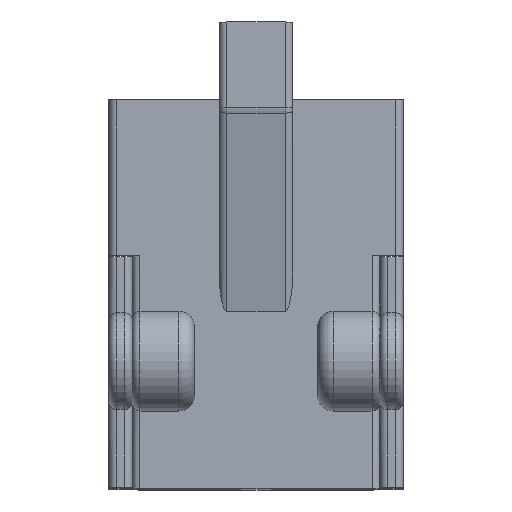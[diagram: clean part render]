
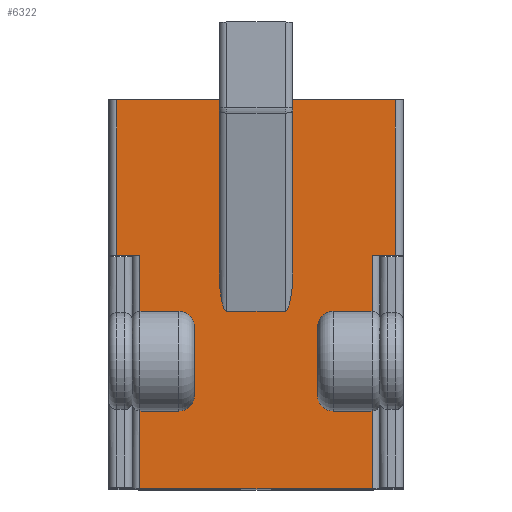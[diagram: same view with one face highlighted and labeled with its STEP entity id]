
A CAD part, top view. The second image highlights one B-rep face of the part: STEP entity #6322.
In plain terms, the highlighted planar face has unit normal (0, 0, 1).
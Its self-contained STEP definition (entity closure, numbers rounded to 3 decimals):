
#191=PLANE('',#6793);
#445=ELLIPSE('',#6623,5.335,1.);
#446=ELLIPSE('',#6629,5.335,1.);
#462=LINE('',#8542,#1154);
#465=LINE('',#8556,#1157);
#470=LINE('',#8578,#1162);
#473=LINE('',#8589,#1165);
#479=LINE('',#8613,#1171);
#482=LINE('',#8626,#1174);
#519=LINE('',#8760,#1211);
#548=LINE('',#8864,#1240);
#549=LINE('',#8866,#1241);
#555=LINE('',#8878,#1247);
#567=LINE('',#8900,#1259);
#728=LINE('',#9252,#1420);
#770=LINE('',#9347,#1462);
#773=LINE('',#9351,#1465);
#775=LINE('',#9354,#1467);
#776=LINE('',#9356,#1468);
#782=LINE('',#9370,#1474);
#785=LINE('',#9375,#1477);
#788=LINE('',#9380,#1480);
#789=LINE('',#9381,#1481);
#1154=VECTOR('',#7000,1000.);
#1157=VECTOR('',#7013,1000.);
#1162=VECTOR('',#7036,1000.);
#1165=VECTOR('',#7047,1000.);
#1171=VECTOR('',#7069,1000.);
#1174=VECTOR('',#7080,1000.);
#1211=VECTOR('',#7203,1000.);
#1240=VECTOR('',#7298,1000.);
#1241=VECTOR('',#7301,1000.);
#1247=VECTOR('',#7311,1000.);
#1259=VECTOR('',#7329,1000.);
#1420=VECTOR('',#7638,1000.);
#1462=VECTOR('',#7740,1000.);
#1465=VECTOR('',#7745,1000.);
#1467=VECTOR('',#7749,1000.);
#1468=VECTOR('',#7752,1000.);
#1474=VECTOR('',#7772,1000.);
#1477=VECTOR('',#7777,1000.);
#1480=VECTOR('',#7782,1000.);
#1481=VECTOR('',#7783,1000.);
#2599=ORIENTED_EDGE('',*,*,#4084,.T.);
#2600=ORIENTED_EDGE('',*,*,#3707,.T.);
#2601=ORIENTED_EDGE('',*,*,#4032,.T.);
#2602=ORIENTED_EDGE('',*,*,#3685,.T.);
#2603=ORIENTED_EDGE('',*,*,#4081,.T.);
#2604=ORIENTED_EDGE('',*,*,#3824,.T.);
#2605=ORIENTED_EDGE('',*,*,#3834,.T.);
#2606=ORIENTED_EDGE('',*,*,#3831,.T.);
#2607=ORIENTED_EDGE('',*,*,#4086,.F.);
#2608=ORIENTED_EDGE('',*,*,#3691,.T.);
#2609=ORIENTED_EDGE('',*,*,#3841,.F.);
#2610=ORIENTED_EDGE('',*,*,#3724,.T.);
#2611=ORIENTED_EDGE('',*,*,#4095,.T.);
#2612=ORIENTED_EDGE('',*,*,#4101,.T.);
#2613=ORIENTED_EDGE('',*,*,#3767,.T.);
#2614=ORIENTED_EDGE('',*,*,#3785,.F.);
#2615=ORIENTED_EDGE('',*,*,#3760,.T.);
#2616=ORIENTED_EDGE('',*,*,#4102,.F.);
#2617=ORIENTED_EDGE('',*,*,#4098,.F.);
#2618=ORIENTED_EDGE('',*,*,#3718,.T.);
#2619=ORIENTED_EDGE('',*,*,#3853,.T.);
#2620=ORIENTED_EDGE('',*,*,#3702,.T.);
#2621=ORIENTED_EDGE('',*,*,#4087,.F.);
#2622=ORIENTED_EDGE('',*,*,#3814,.T.);
#2623=ORIENTED_EDGE('',*,*,#3835,.T.);
#2624=ORIENTED_EDGE('',*,*,#3821,.T.);
#3685=EDGE_CURVE('',#4602,#4599,#462,.T.);
#3691=EDGE_CURVE('',#4604,#4607,#465,.T.);
#3702=EDGE_CURVE('',#4616,#4609,#470,.T.);
#3707=EDGE_CURVE('',#4618,#4619,#473,.T.);
#3718=EDGE_CURVE('',#4631,#4629,#479,.T.);
#3724=EDGE_CURVE('',#4634,#4636,#482,.T.);
#3760=EDGE_CURVE('',#4667,#4668,#445,.T.);
#3767=EDGE_CURVE('',#4673,#4674,#446,.T.);
#3785=EDGE_CURVE('',#4667,#4674,#519,.T.);
#3814=EDGE_CURVE('',#4707,#4708,#5243,.T.);
#3821=EDGE_CURVE('',#4713,#4714,#5248,.T.);
#3824=EDGE_CURVE('',#4715,#4716,#5249,.T.);
#3831=EDGE_CURVE('',#4721,#4722,#5254,.T.);
#3834=EDGE_CURVE('',#4716,#4721,#548,.T.);
#3835=EDGE_CURVE('',#4708,#4713,#549,.T.);
#3841=EDGE_CURVE('',#4634,#4607,#555,.T.);
#3853=EDGE_CURVE('',#4629,#4616,#567,.T.);
#4032=EDGE_CURVE('',#4619,#4602,#728,.T.);
#4081=EDGE_CURVE('',#4599,#4715,#770,.T.);
#4084=EDGE_CURVE('',#4714,#4618,#773,.T.);
#4086=EDGE_CURVE('',#4604,#4722,#775,.T.);
#4087=EDGE_CURVE('',#4707,#4609,#776,.T.);
#4095=EDGE_CURVE('',#4636,#4875,#782,.T.);
#4098=EDGE_CURVE('',#4631,#4876,#785,.T.);
#4101=EDGE_CURVE('',#4875,#4673,#788,.T.);
#4102=EDGE_CURVE('',#4876,#4668,#789,.T.);
#4599=VERTEX_POINT('',#8533);
#4602=VERTEX_POINT('',#8540);
#4604=VERTEX_POINT('',#8546);
#4607=VERTEX_POINT('',#8554);
#4609=VERTEX_POINT('',#8560);
#4616=VERTEX_POINT('',#8576);
#4618=VERTEX_POINT('',#8582);
#4619=VERTEX_POINT('',#8587);
#4629=VERTEX_POINT('',#8611);
#4631=VERTEX_POINT('',#8614);
#4634=VERTEX_POINT('',#8621);
#4636=VERTEX_POINT('',#8625);
#4667=VERTEX_POINT('',#8708);
#4668=VERTEX_POINT('',#8709);
#4673=VERTEX_POINT('',#8727);
#4674=VERTEX_POINT('',#8728);
#4707=VERTEX_POINT('',#8823);
#4708=VERTEX_POINT('',#8824);
#4713=VERTEX_POINT('',#8838);
#4714=VERTEX_POINT('',#8839);
#4715=VERTEX_POINT('',#8844);
#4716=VERTEX_POINT('',#8845);
#4721=VERTEX_POINT('',#8859);
#4722=VERTEX_POINT('',#8860);
#4875=VERTEX_POINT('',#9371);
#4876=VERTEX_POINT('',#9376);
#5243=CIRCLE('',#6654,2.);
#5248=CIRCLE('',#6661,2.);
#5249=CIRCLE('',#6663,2.);
#5254=CIRCLE('',#6670,2.);
#5454=EDGE_LOOP('',(#2599,#2600,#2601,#2602,#2603,#2604,#2605,#2606,#2607,
#2608,#2609,#2610,#2611,#2612,#2613,#2614,#2615,#2616,#2617,#2618,#2619,
#2620,#2621,#2622,#2623,#2624));
#5864=FACE_BOUND('',#5454,.T.);
#6322=ADVANCED_FACE('',(#5864),#191,.F.);
#6623=AXIS2_PLACEMENT_3D('',#8707,#7153,#7154);
#6629=AXIS2_PLACEMENT_3D('',#8726,#7167,#7168);
#6654=AXIS2_PLACEMENT_3D('',#8822,#7254,#7255);
#6661=AXIS2_PLACEMENT_3D('',#8837,#7270,#7271);
#6663=AXIS2_PLACEMENT_3D('',#8843,#7276,#7277);
#6670=AXIS2_PLACEMENT_3D('',#8858,#7292,#7293);
#6793=AXIS2_PLACEMENT_3D('',#9379,#7780,#7781);
#7000=DIRECTION('',(0.,1.,0.));
#7013=DIRECTION('',(0.,1.,0.));
#7036=DIRECTION('',(0.,-1.,0.));
#7047=DIRECTION('',(0.,-1.,0.));
#7069=DIRECTION('',(0.,-1.,0.));
#7080=DIRECTION('',(0.,1.,0.));
#7153=DIRECTION('',(0.,0.,-1.));
#7154=DIRECTION('',(0.,-1.,0.));
#7167=DIRECTION('',(0.,0.,-1.));
#7168=DIRECTION('',(0.,-1.,0.));
#7203=DIRECTION('',(1.,0.,0.));
#7254=DIRECTION('',(0.,0.,-1.));
#7255=DIRECTION('',(-1.,0.,0.));
#7270=DIRECTION('',(0.,0.,-1.));
#7271=DIRECTION('',(-1.,0.,0.));
#7276=DIRECTION('',(0.,0.,-1.));
#7277=DIRECTION('',(-1.,0.,0.));
#7292=DIRECTION('',(0.,0.,-1.));
#7293=DIRECTION('',(-1.,0.,0.));
#7298=DIRECTION('',(0.,1.,0.));
#7301=DIRECTION('',(0.,-1.,0.));
#7311=DIRECTION('',(-1.,0.,0.));
#7329=DIRECTION('',(1.,0.,0.));
#7638=DIRECTION('',(1.,0.,0.));
#7740=DIRECTION('',(-1.,0.,0.));
#7745=DIRECTION('',(-1.,0.,0.));
#7749=DIRECTION('',(-1.,0.,0.));
#7752=DIRECTION('',(-1.,0.,0.));
#7772=DIRECTION('',(-1.,0.,0.));
#7777=DIRECTION('',(1.,0.,0.));
#7780=DIRECTION('',(0.,0.,-1.));
#7781=DIRECTION('',(-1.,0.,0.));
#7782=DIRECTION('',(0.,-1.,0.));
#7783=DIRECTION('',(0.,-1.,0.));
#8533=CARTESIAN_POINT('',(14.9,10.,40.));
#8540=CARTESIAN_POINT('',(14.9,0.,40.));
#8542=CARTESIAN_POINT('',(14.9,3.,40.));
#8546=CARTESIAN_POINT('',(14.9,22.8,40.));
#8554=CARTESIAN_POINT('',(14.9,30.,40.));
#8556=CARTESIAN_POINT('',(14.9,3.,40.));
#8560=CARTESIAN_POINT('',(-14.9,22.8,40.));
#8576=CARTESIAN_POINT('',(-14.9,30.,40.));
#8578=CARTESIAN_POINT('',(-14.9,3.,40.));
#8582=CARTESIAN_POINT('',(-14.9,10.,40.));
#8587=CARTESIAN_POINT('',(-14.9,0.,40.));
#8589=CARTESIAN_POINT('',(-14.9,3.,40.));
#8611=CARTESIAN_POINT('',(-17.9,30.,40.));
#8613=CARTESIAN_POINT('',(-17.9,30.,40.));
#8614=CARTESIAN_POINT('',(-17.9,49.959,40.));
#8621=CARTESIAN_POINT('',(17.9,30.,40.));
#8625=CARTESIAN_POINT('',(17.9,49.959,40.));
#8626=CARTESIAN_POINT('',(17.9,49.959,40.));
#8707=CARTESIAN_POINT('',(-3.75,28.135,40.));
#8708=CARTESIAN_POINT('',(-3.75,22.8,40.));
#8709=CARTESIAN_POINT('',(-4.75,28.135,40.));
#8726=CARTESIAN_POINT('',(3.75,28.135,40.));
#8727=CARTESIAN_POINT('',(4.75,28.135,40.));
#8728=CARTESIAN_POINT('',(3.75,22.8,40.));
#8760=CARTESIAN_POINT('',(-31.423,22.8,40.));
#8822=CARTESIAN_POINT('',(-9.9,20.8,40.));
#8823=CARTESIAN_POINT('',(-9.9,22.8,40.));
#8824=CARTESIAN_POINT('',(-7.9,20.8,40.));
#8837=CARTESIAN_POINT('',(-9.9,12.,40.));
#8838=CARTESIAN_POINT('',(-7.9,12.,40.));
#8839=CARTESIAN_POINT('',(-9.9,10.,40.));
#8843=CARTESIAN_POINT('',(9.9,12.,40.));
#8844=CARTESIAN_POINT('',(9.9,10.,40.));
#8845=CARTESIAN_POINT('',(7.9,12.,40.));
#8858=CARTESIAN_POINT('',(9.9,20.8,40.));
#8859=CARTESIAN_POINT('',(7.9,20.8,40.));
#8860=CARTESIAN_POINT('',(9.9,22.8,40.));
#8864=CARTESIAN_POINT('',(7.9,47.,40.));
#8866=CARTESIAN_POINT('',(-7.9,47.,40.));
#8878=CARTESIAN_POINT('',(18.9,30.,40.));
#8900=CARTESIAN_POINT('',(-18.9,30.,40.));
#9252=CARTESIAN_POINT('',(15.9,0.,40.));
#9347=CARTESIAN_POINT('',(15.9,10.,40.));
#9351=CARTESIAN_POINT('',(15.9,10.,40.));
#9354=CARTESIAN_POINT('',(15.9,22.8,40.));
#9356=CARTESIAN_POINT('',(15.9,22.8,40.));
#9370=CARTESIAN_POINT('',(15.9,49.959,40.));
#9371=CARTESIAN_POINT('',(4.75,49.959,40.));
#9375=CARTESIAN_POINT('',(15.9,49.959,40.));
#9376=CARTESIAN_POINT('',(-4.75,49.959,40.));
#9379=CARTESIAN_POINT('',(15.9,3.,40.));
#9380=CARTESIAN_POINT('',(4.75,63.735,40.));
#9381=CARTESIAN_POINT('',(-4.75,63.735,40.));
